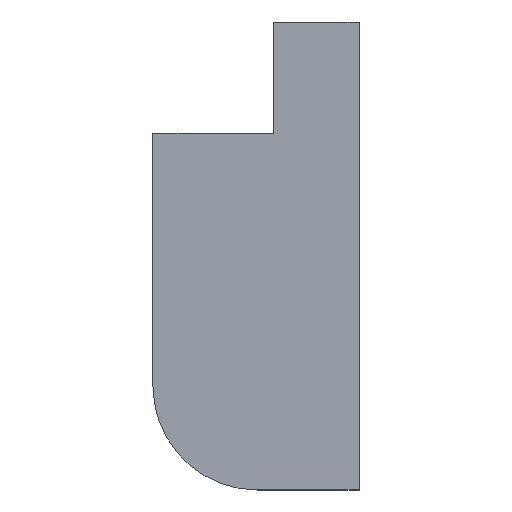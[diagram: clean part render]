
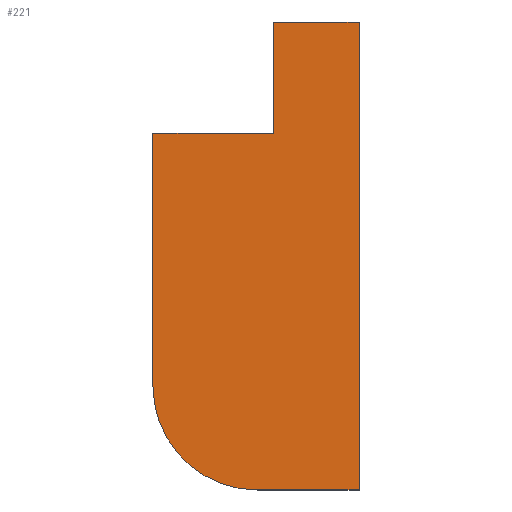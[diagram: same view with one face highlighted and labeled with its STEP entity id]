
A CAD part, top view. The second image highlights one B-rep face of the part: STEP entity #221.
In plain terms, the highlighted planar face has unit normal (0, 0, 1).
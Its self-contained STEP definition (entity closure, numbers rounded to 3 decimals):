
#32 = VERTEX_POINT('',#33);
#33 = CARTESIAN_POINT('',(116.998,3.961,3.));
#39 = EDGE_CURVE('',#32,#40,#42,.T.);
#40 = VERTEX_POINT('',#41);
#41 = CARTESIAN_POINT('',(72.998,3.961,3.));
#42 = LINE('',#43,#44);
#43 = CARTESIAN_POINT('',(116.998,3.961,3.));
#44 = VECTOR('',#45,1.);
#45 = DIRECTION('',(-1.,0.,0.));
#178 = VERTEX_POINT('',#179);
#179 = CARTESIAN_POINT('',(27.998,48.961,3.));
#185 = EDGE_CURVE('',#40,#178,#186,.T.);
#186 = CIRCLE('',#187,45.);
#187 = AXIS2_PLACEMENT_3D('',#188,#189,#190);
#188 = CARTESIAN_POINT('',(72.998,48.961,3.));
#189 = DIRECTION('',(-0.,-0.,-1.));
#190 = DIRECTION('',(0.,-1.,0.));
#202 = VERTEX_POINT('',#203);
#203 = CARTESIAN_POINT('',(116.998,205.961,3.));
#209 = EDGE_CURVE('',#202,#32,#210,.T.);
#210 = LINE('',#211,#212);
#211 = CARTESIAN_POINT('',(116.998,205.961,3.));
#212 = VECTOR('',#213,1.);
#213 = DIRECTION('',(0.,-1.,0.));
#221 = ADVANCED_FACE('',(#222),#257,.T.);
#222 = FACE_BOUND('',#223,.T.);
#223 = EDGE_LOOP('',(#224,#225,#226,#234,#242,#250,#256));
#224 = ORIENTED_EDGE('',*,*,#39,.F.);
#225 = ORIENTED_EDGE('',*,*,#209,.F.);
#226 = ORIENTED_EDGE('',*,*,#227,.F.);
#227 = EDGE_CURVE('',#228,#202,#230,.T.);
#228 = VERTEX_POINT('',#229);
#229 = CARTESIAN_POINT('',(79.998,205.961,3.));
#230 = LINE('',#231,#232);
#231 = CARTESIAN_POINT('',(79.998,205.961,3.));
#232 = VECTOR('',#233,1.);
#233 = DIRECTION('',(1.,0.,0.));
#234 = ORIENTED_EDGE('',*,*,#235,.T.);
#235 = EDGE_CURVE('',#228,#236,#238,.T.);
#236 = VERTEX_POINT('',#237);
#237 = CARTESIAN_POINT('',(79.998,157.961,3.));
#238 = LINE('',#239,#240);
#239 = CARTESIAN_POINT('',(79.998,205.961,3.));
#240 = VECTOR('',#241,1.);
#241 = DIRECTION('',(0.,-1.,0.));
#242 = ORIENTED_EDGE('',*,*,#243,.T.);
#243 = EDGE_CURVE('',#236,#244,#246,.T.);
#244 = VERTEX_POINT('',#245);
#245 = CARTESIAN_POINT('',(27.998,157.961,3.));
#246 = LINE('',#247,#248);
#247 = CARTESIAN_POINT('',(79.998,157.961,3.));
#248 = VECTOR('',#249,1.);
#249 = DIRECTION('',(-1.,0.,0.));
#250 = ORIENTED_EDGE('',*,*,#251,.T.);
#251 = EDGE_CURVE('',#244,#178,#252,.T.);
#252 = LINE('',#253,#254);
#253 = CARTESIAN_POINT('',(27.998,157.961,3.));
#254 = VECTOR('',#255,1.);
#255 = DIRECTION('',(0.,-1.,0.));
#256 = ORIENTED_EDGE('',*,*,#185,.F.);
#257 = PLANE('',#258);
#258 = AXIS2_PLACEMENT_3D('',#259,#260,#261);
#259 = CARTESIAN_POINT('',(76.786,100.672,3.));
#260 = DIRECTION('',(0.,0.,1.));
#261 = DIRECTION('',(1.,0.,0.));
